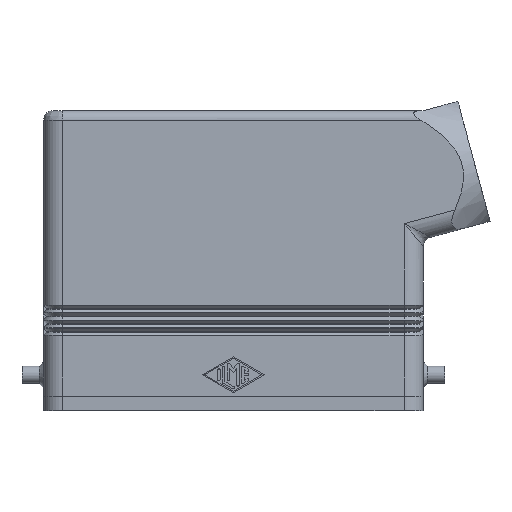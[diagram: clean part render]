
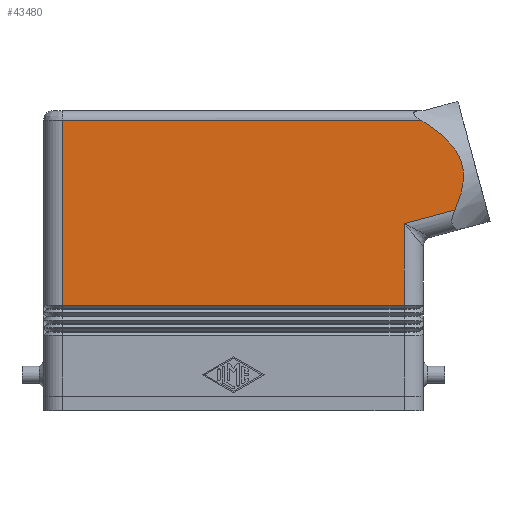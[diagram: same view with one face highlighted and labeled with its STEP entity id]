
A CAD part, front view. The second image highlights one B-rep face of the part: STEP entity #43480.
In plain terms, the highlighted planar face has unit normal (0, -1, 0).
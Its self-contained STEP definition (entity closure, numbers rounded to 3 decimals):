
#32400=CARTESIAN_POINT('',(39.281,-14.7,60.8));
#32410=VERTEX_POINT('',#32400);
#33240=CARTESIAN_POINT('',(46.355,-14.7,42.001));
#33250=VERTEX_POINT('',#33240);
#33280=CARTESIAN_POINT('',(46.355,-14.7,
42.001));
#33290=CARTESIAN_POINT('',(46.75,-14.7,
42.861));
#33300=CARTESIAN_POINT('',(47.113,-14.7,43.75));
#33310=CARTESIAN_POINT('',(47.412,-14.7,44.657));
#33320=CARTESIAN_POINT('',(47.711,-14.7,45.564));
#33330=CARTESIAN_POINT('',(47.948,-14.7,46.49));
#33340=CARTESIAN_POINT('',(48.085,-14.7,47.428));
#33350=CARTESIAN_POINT('',(48.222,-14.7,48.364));
#33360=CARTESIAN_POINT('',(48.258,-14.7,
49.326));
#33370=CARTESIAN_POINT('',(48.148,-14.7,
50.279));
#33380=CARTESIAN_POINT('',(48.038,-14.7,
51.233));
#33390=CARTESIAN_POINT('',(47.786,-14.7,
52.15));
#33400=CARTESIAN_POINT('',(47.395,-14.7,
53.023));
#33410=CARTESIAN_POINT('',(46.611,-14.7,
54.776));
#33420=CARTESIAN_POINT('',(45.334,-14.7,56.238));
#33430=CARTESIAN_POINT('',(43.911,-14.7,57.494));
#33440=CARTESIAN_POINT('',(43.196,-14.7,58.125));
#33450=CARTESIAN_POINT('',(42.442,-14.7,58.705));
#33460=CARTESIAN_POINT('',(41.668,-14.7,59.251));
#33470=CARTESIAN_POINT('',(40.893,-14.7,59.797));
#33480=CARTESIAN_POINT('',(40.095,-14.7,60.31));
#33490=CARTESIAN_POINT('',(39.281,-14.7,60.8));
#33500=B_SPLINE_CURVE_WITH_KNOTS('',3,(#33280,#33290,#33300,#33310,
#33320,#33330,#33340,#33350,#33360,#33370,#33380,#33390,#33400,#33410,
#33420,#33430,#33440,#33450,#33460,#33470,#33480,#33490),.UNSPECIFIED.,
.F.,.F.,(4,3,3,3,3,3,3,4),(0.,2.86,5.716,
8.575,11.431,17.143,19.993,
22.84),.UNSPECIFIED.);
#33510=EDGE_CURVE('',#33250,#32410,#33500,.T.);
#41650=CARTESIAN_POINT('',(35.75,-14.7,22.05));
#41660=VERTEX_POINT('',#41650);
#41690=CARTESIAN_POINT('',(35.75,-14.7,22.05));
#41700=DIRECTION('',(0.,0.,1.));
#41710=VECTOR('',#41700,8.309);
#41720=LINE('',#41690,#41710);
#41730=CARTESIAN_POINT('',(35.75,-14.7,39.159));
#41740=VERTEX_POINT('',#41730);
#41750=EDGE_CURVE('',#41660,#41740,#41720,.T.);
#43110=CARTESIAN_POINT('',(35.75,-14.7,0.));
#43120=DIRECTION('',(0.,-1.,0.));
#43130=DIRECTION('',(0.,0.,-1.));
#43140=AXIS2_PLACEMENT_3D('',#43110,#43120,#43130);
#43150=PLANE('',#43140);
#43160=ORIENTED_EDGE('',*,*,#41750,.T.);
#43170=CARTESIAN_POINT('',(35.75,-14.7,22.05));
#43180=DIRECTION('',(-1.,0.,0.));
#43190=VECTOR('',#43180,71.5);
#43200=LINE('',#43170,#43190);
#43210=CARTESIAN_POINT('',(-35.75,-14.7,22.05));
#43220=VERTEX_POINT('',#43210);
#43230=EDGE_CURVE('',#41660,#43220,#43200,.T.);
#43240=ORIENTED_EDGE('',*,*,#43230,.F.);
#43250=CARTESIAN_POINT('',(-35.75,-14.7,22.05));
#43260=DIRECTION('',(0.,0.,1.));
#43270=VECTOR('',#43260,29.95);
#43280=LINE('',#43250,#43270);
#43290=CARTESIAN_POINT('',(-35.75,-14.7,60.8));
#43300=VERTEX_POINT('',#43290);
#43310=EDGE_CURVE('',#43220,#43300,#43280,.T.);
#43320=ORIENTED_EDGE('',*,*,#43310,.F.);
#43330=CARTESIAN_POINT('',(0.,-14.7,60.8));
#43340=DIRECTION('',(1.,0.,0.));
#43350=VECTOR('',#43340,1.);
#43360=LINE('',#43330,#43350);
#43370=EDGE_CURVE('',#43300,#32410,#43360,.T.);
#43380=ORIENTED_EDGE('',*,*,#43370,.F.);
#43390=ORIENTED_EDGE('',*,*,#33510,.T.);
#43400=CARTESIAN_POINT('',(38.572,-14.7,39.915));
#43410=DIRECTION('',(0.966,0.,0.259));
#43420=VECTOR('',#43410,1.);
#43430=LINE('',#43400,#43420);
#43440=EDGE_CURVE('',#41740,#33250,#43430,.T.);
#43450=ORIENTED_EDGE('',*,*,#43440,.T.);
#43460=EDGE_LOOP('',(#43450,#43390,#43380,#43320,#43240,#43160));
#43470=FACE_OUTER_BOUND('',#43460,.T.);
#43480=ADVANCED_FACE('',(#43470),#43150,.T.);
